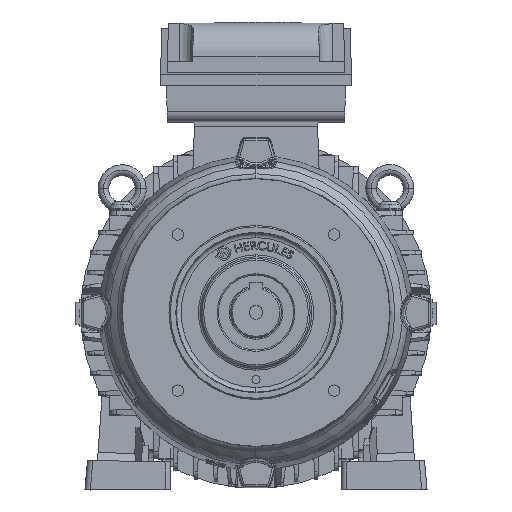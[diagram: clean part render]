
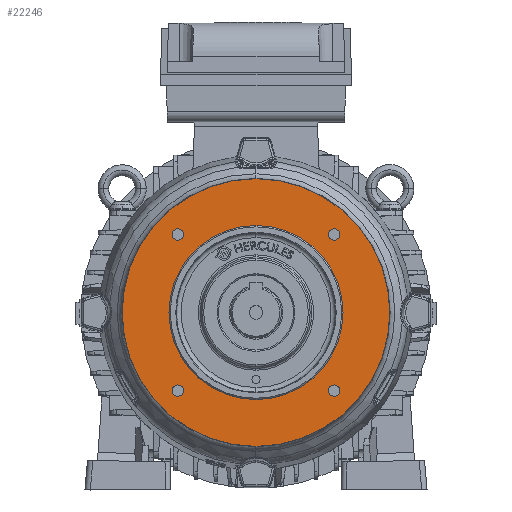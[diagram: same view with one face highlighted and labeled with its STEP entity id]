
A CAD part, top view. The second image highlights one B-rep face of the part: STEP entity #22246.
In plain terms, the highlighted planar face has unit normal (0, 0, 1).
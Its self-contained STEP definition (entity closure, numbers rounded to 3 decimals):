
#724 = CARTESIAN_POINT ( 'NONE',  ( -58.336, -58.336, 62.5 ) ) ;
#752 = DIRECTION ( 'NONE',  ( 0., 0., 1. ) ) ;
#877 = AXIS2_PLACEMENT_3D ( 'NONE', #69789, #752, #75948 ) ;
#892 = DIRECTION ( 'NONE',  ( 0., 0., 1. ) ) ;
#1480 = CARTESIAN_POINT ( 'NONE',  ( -58.336, 58.336, 62.5 ) ) ;
#2563 = EDGE_CURVE ( 'NONE', #56704, #16875, #21390, .T. ) ;
#3559 = ORIENTED_EDGE ( 'NONE', *, *, #31205, .F. ) ;
#4799 = DIRECTION ( 'NONE',  ( 0., 0., 1. ) ) ;
#7028 = CARTESIAN_POINT ( 'NONE',  ( 58.336, -58.336, 62.5 ) ) ;
#7153 = VERTEX_POINT ( 'NONE', #41363 ) ;
#7268 = DIRECTION ( 'NONE',  ( 1., 0., 0. ) ) ;
#7557 = CIRCLE ( 'NONE', #73149, 4.25 ) ;
#7850 = ORIENTED_EDGE ( 'NONE', *, *, #14016, .F. ) ;
#8503 = DIRECTION ( 'NONE',  ( 0., 0., -1. ) ) ;
#8998 = CARTESIAN_POINT ( 'NONE',  ( 0., 99.97, 62.5 ) ) ;
#9036 = ORIENTED_EDGE ( 'NONE', *, *, #78017, .F. ) ;
#9706 = CIRCLE ( 'NONE', #47790, 4.25 ) ;
#10303 = CARTESIAN_POINT ( 'NONE',  ( 54.086, 58.336, 62.5 ) ) ;
#10612 = EDGE_CURVE ( 'NONE', #15446, #66210, #12186, .T. ) ;
#11075 = EDGE_CURVE ( 'NONE', #57787, #36354, #46346, .T. ) ;
#11111 = DIRECTION ( 'NONE',  ( 0., 0., -1. ) ) ;
#12186 = CIRCLE ( 'NONE', #20094, 99.97 ) ;
#14016 = EDGE_CURVE ( 'NONE', #66210, #15446, #67533, .T. ) ;
#14070 = DIRECTION ( 'NONE',  ( 1., 0., 0. ) ) ;
#14412 = EDGE_CURVE ( 'NONE', #53300, #66434, #9706, .T. ) ;
#15446 = VERTEX_POINT ( 'NONE', #8998 ) ;
#15875 = CARTESIAN_POINT ( 'NONE',  ( -62.586, 58.336, 62.5 ) ) ;
#16875 = VERTEX_POINT ( 'NONE', #25975 ) ;
#18628 = EDGE_LOOP ( 'NONE', ( #9036, #53586 ) ) ;
#19803 = EDGE_CURVE ( 'NONE', #7153, #42124, #75780, .T. ) ;
#19915 = DIRECTION ( 'NONE',  ( 0., 0., 1. ) ) ;
#20094 = AXIS2_PLACEMENT_3D ( 'NONE', #67381, #11111, #42768 ) ;
#20619 = CIRCLE ( 'NONE', #877, 65. ) ;
#21191 = AXIS2_PLACEMENT_3D ( 'NONE', #44542, #19915, #69963 ) ;
#21202 = ORIENTED_EDGE ( 'NONE', *, *, #19803, .F. ) ;
#21382 = EDGE_LOOP ( 'NONE', ( #7850, #49919 ) ) ;
#21390 = CIRCLE ( 'NONE', #38409, 4.25 ) ;
#21710 = VERTEX_POINT ( 'NONE', #71170 ) ;
#22246 = ADVANCED_FACE ( 'NONE', ( #28279, #39785, #70961, #77144, #59044, #77561 ), #64803, .F. ) ;
#22487 = DIRECTION ( 'NONE',  ( 0., 0., 1. ) ) ;
#23335 = VERTEX_POINT ( 'NONE', #44834 ) ;
#23720 = CARTESIAN_POINT ( 'NONE',  ( 58.336, -58.336, 62.5 ) ) ;
#24104 = CARTESIAN_POINT ( 'NONE',  ( 58.336, 58.336, 62.5 ) ) ;
#24961 = AXIS2_PLACEMENT_3D ( 'NONE', #27871, #8503, #59458 ) ;
#25929 = AXIS2_PLACEMENT_3D ( 'NONE', #7028, #892, #70333 ) ;
#25975 = CARTESIAN_POINT ( 'NONE',  ( 62.586, 58.336, 62.5 ) ) ;
#26710 = CARTESIAN_POINT ( 'NONE',  ( -58.336, -58.336, 62.5 ) ) ;
#27471 = ORIENTED_EDGE ( 'NONE', *, *, #59943, .F. ) ;
#27871 = CARTESIAN_POINT ( 'NONE',  ( 0., 0., 62.5 ) ) ;
#28234 = DIRECTION ( 'NONE',  ( 1., 0., 0. ) ) ;
#28279 = FACE_BOUND ( 'NONE', #18628, .T. ) ;
#29936 = DIRECTION ( 'NONE',  ( 1., 0., 0. ) ) ;
#29960 = AXIS2_PLACEMENT_3D ( 'NONE', #24104, #51022, #14070 ) ;
#30807 = EDGE_LOOP ( 'NONE', ( #69290, #58569 ) ) ;
#31205 = EDGE_CURVE ( 'NONE', #42124, #7153, #62058, .T. ) ;
#31295 = CIRCLE ( 'NONE', #29960, 4.25 ) ;
#32438 = ORIENTED_EDGE ( 'NONE', *, *, #58682, .F. ) ;
#34064 = ORIENTED_EDGE ( 'NONE', *, *, #66853, .F. ) ;
#35974 = CIRCLE ( 'NONE', #71277, 4.25 ) ;
#36354 = VERTEX_POINT ( 'NONE', #45050 ) ;
#37325 = EDGE_LOOP ( 'NONE', ( #34064, #32438 ) ) ;
#38409 = AXIS2_PLACEMENT_3D ( 'NONE', #53654, #22487, #28234 ) ;
#39022 = DIRECTION ( 'NONE',  ( 0., 0., 1. ) ) ;
#39299 = CARTESIAN_POINT ( 'NONE',  ( -62.586, -58.336, 62.5 ) ) ;
#39785 = FACE_BOUND ( 'NONE', #77120, .T. ) ;
#40867 = EDGE_CURVE ( 'NONE', #66434, #53300, #35974, .T. ) ;
#41363 = CARTESIAN_POINT ( 'NONE',  ( 54.086, -58.336, 62.5 ) ) ;
#42124 = VERTEX_POINT ( 'NONE', #81066 ) ;
#42768 = DIRECTION ( 'NONE',  ( -1., 0., 0. ) ) ;
#43074 = CARTESIAN_POINT ( 'NONE',  ( -58.336, 58.336, 62.5 ) ) ;
#44542 = CARTESIAN_POINT ( 'NONE',  ( 0., 0., 62.5 ) ) ;
#44834 = CARTESIAN_POINT ( 'NONE',  ( -65., 0., 62.5 ) ) ;
#45050 = CARTESIAN_POINT ( 'NONE',  ( -54.086, 58.336, 62.5 ) ) ;
#45299 = EDGE_LOOP ( 'NONE', ( #3559, #21202 ) ) ;
#46346 = CIRCLE ( 'NONE', #64722, 4.25 ) ;
#47790 = AXIS2_PLACEMENT_3D ( 'NONE', #26710, #39022, #57066 ) ;
#48749 = DIRECTION ( 'NONE',  ( 0., 0., 1. ) ) ;
#49186 = AXIS2_PLACEMENT_3D ( 'NONE', #57981, #62907, #65372 ) ;
#49919 = ORIENTED_EDGE ( 'NONE', *, *, #10612, .F. ) ;
#50022 = DIRECTION ( 'NONE',  ( 0., 0., 1. ) ) ;
#51022 = DIRECTION ( 'NONE',  ( 0., 0., 1. ) ) ;
#53300 = VERTEX_POINT ( 'NONE', #68196 ) ;
#53586 = ORIENTED_EDGE ( 'NONE', *, *, #2563, .F. ) ;
#53654 = CARTESIAN_POINT ( 'NONE',  ( 58.336, 58.336, 62.5 ) ) ;
#56704 = VERTEX_POINT ( 'NONE', #10303 ) ;
#57066 = DIRECTION ( 'NONE',  ( 1., 0., 0. ) ) ;
#57787 = VERTEX_POINT ( 'NONE', #15875 ) ;
#57981 = CARTESIAN_POINT ( 'NONE',  ( 0., 0., 62.5 ) ) ;
#58569 = ORIENTED_EDGE ( 'NONE', *, *, #40867, .F. ) ;
#58682 = EDGE_CURVE ( 'NONE', #23335, #21710, #20619, .T. ) ;
#59044 = FACE_BOUND ( 'NONE', #37325, .T. ) ;
#59458 = DIRECTION ( 'NONE',  ( -1., 0., 0. ) ) ;
#59943 = EDGE_CURVE ( 'NONE', #36354, #57787, #7557, .T. ) ;
#62058 = CIRCLE ( 'NONE', #80452, 4.25 ) ;
#62907 = DIRECTION ( 'NONE',  ( 0., 0., -1. ) ) ;
#63596 = DIRECTION ( 'NONE',  ( 0., 0., 1. ) ) ;
#63974 = DIRECTION ( 'NONE',  ( 1., 0., 0. ) ) ;
#64722 = AXIS2_PLACEMENT_3D ( 'NONE', #43074, #4799, #29936 ) ;
#64803 = PLANE ( 'NONE',  #24961 ) ;
#65372 = DIRECTION ( 'NONE',  ( -1., 0., 0. ) ) ;
#66210 = VERTEX_POINT ( 'NONE', #69440 ) ;
#66434 = VERTEX_POINT ( 'NONE', #39299 ) ;
#66853 = EDGE_CURVE ( 'NONE', #21710, #23335, #70975, .T. ) ;
#67381 = CARTESIAN_POINT ( 'NONE',  ( 0., 0., 62.5 ) ) ;
#67533 = CIRCLE ( 'NONE', #49186, 99.97 ) ;
#68196 = CARTESIAN_POINT ( 'NONE',  ( -54.086, -58.336, 62.5 ) ) ;
#69290 = ORIENTED_EDGE ( 'NONE', *, *, #14412, .F. ) ;
#69440 = CARTESIAN_POINT ( 'NONE',  ( 0., -99.97, 62.5 ) ) ;
#69789 = CARTESIAN_POINT ( 'NONE',  ( 0., 0., 62.5 ) ) ;
#69963 = DIRECTION ( 'NONE',  ( 1., 0., 0. ) ) ;
#70333 = DIRECTION ( 'NONE',  ( 1., 0., 0. ) ) ;
#70961 = FACE_BOUND ( 'NONE', #30807, .T. ) ;
#70975 = CIRCLE ( 'NONE', #21191, 65. ) ;
#71170 = CARTESIAN_POINT ( 'NONE',  ( 65., 0., 62.5 ) ) ;
#71277 = AXIS2_PLACEMENT_3D ( 'NONE', #724, #63596, #7268 ) ;
#73149 = AXIS2_PLACEMENT_3D ( 'NONE', #1480, #50022, #63974 ) ;
#73779 = DIRECTION ( 'NONE',  ( 1., 0., 0. ) ) ;
#75780 = CIRCLE ( 'NONE', #25929, 4.25 ) ;
#75948 = DIRECTION ( 'NONE',  ( 1., 0., 0. ) ) ;
#76751 = ORIENTED_EDGE ( 'NONE', *, *, #11075, .F. ) ;
#77120 = EDGE_LOOP ( 'NONE', ( #27471, #76751 ) ) ;
#77144 = FACE_BOUND ( 'NONE', #45299, .T. ) ;
#77561 = FACE_OUTER_BOUND ( 'NONE', #21382, .T. ) ;
#78017 = EDGE_CURVE ( 'NONE', #16875, #56704, #31295, .T. ) ;
#80452 = AXIS2_PLACEMENT_3D ( 'NONE', #23720, #48749, #73779 ) ;
#81066 = CARTESIAN_POINT ( 'NONE',  ( 62.586, -58.336, 62.5 ) ) ;
